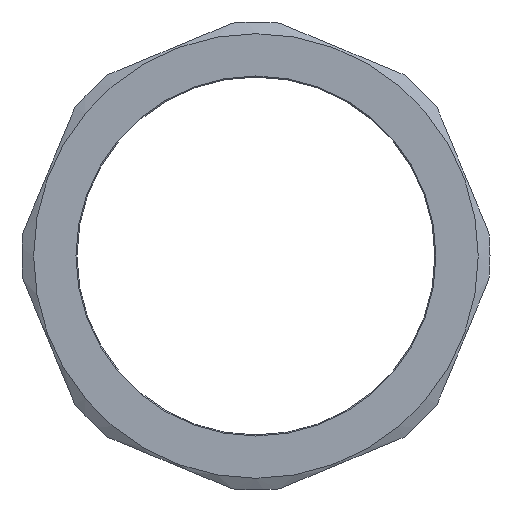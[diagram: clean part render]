
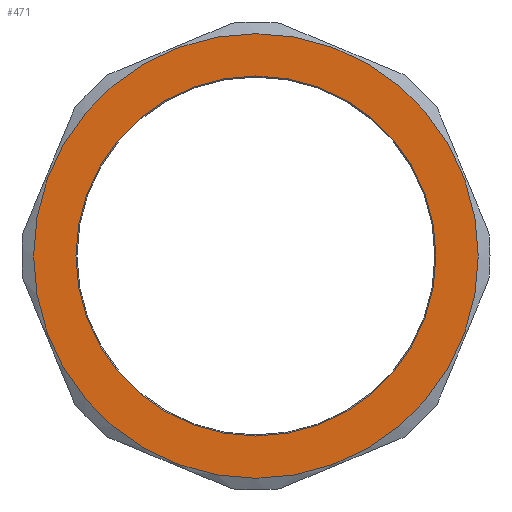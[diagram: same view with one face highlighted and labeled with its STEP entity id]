
A CAD part, left-side view. The second image highlights one B-rep face of the part: STEP entity #471.
In plain terms, the highlighted planar face has unit normal (-1, 0, 0).
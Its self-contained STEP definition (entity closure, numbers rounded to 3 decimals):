
#16=FACE_BOUND('',#100,.T.);
#45=PLANE('',#548);
#71=FACE_OUTER_BOUND('',#99,.T.);
#99=EDGE_LOOP('',(#416));
#100=EDGE_LOOP('',(#417));
#173=CIRCLE('',#528,61.5);
#183=CIRCLE('',#547,49.8);
#220=VERTEX_POINT('',#828);
#229=VERTEX_POINT('',#860);
#284=EDGE_CURVE('',#220,#220,#173,.T.);
#297=EDGE_CURVE('',#229,#229,#183,.T.);
#416=ORIENTED_EDGE('',*,*,#284,.T.);
#417=ORIENTED_EDGE('',*,*,#297,.F.);
#471=ADVANCED_FACE('',(#71,#16),#45,.T.);
#528=AXIS2_PLACEMENT_3D('',#830,#636,#637);
#547=AXIS2_PLACEMENT_3D('',#861,#677,#678);
#548=AXIS2_PLACEMENT_3D('',#863,#680,#681);
#636=DIRECTION('center_axis',(-1.,0.,0.));
#637=DIRECTION('ref_axis',(0.,1.,0.));
#677=DIRECTION('center_axis',(-1.,0.,0.));
#678=DIRECTION('ref_axis',(0.,0.,-1.));
#680=DIRECTION('center_axis',(-1.,0.,0.));
#681=DIRECTION('ref_axis',(0.,0.,1.));
#828=CARTESIAN_POINT('',(-29.,-61.5,0.));
#830=CARTESIAN_POINT('Origin',(-29.,0.,0.));
#860=CARTESIAN_POINT('',(-29.,0.,49.8));
#861=CARTESIAN_POINT('Origin',(-29.,0.,0.));
#863=CARTESIAN_POINT('Origin',(-29.,0.,0.));
